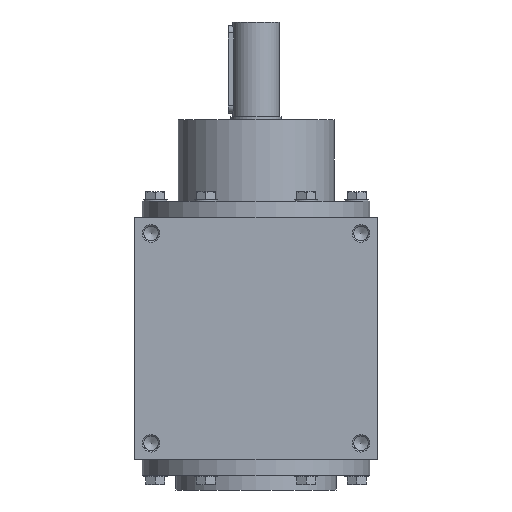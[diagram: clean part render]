
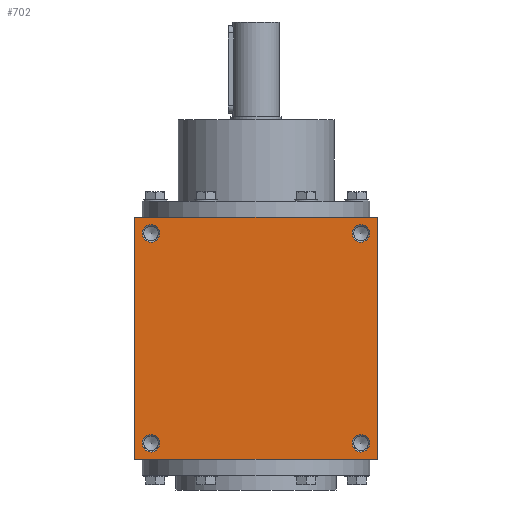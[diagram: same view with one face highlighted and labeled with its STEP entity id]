
A CAD part, left-side view. The second image highlights one B-rep face of the part: STEP entity #702.
In plain terms, the highlighted face is planar.
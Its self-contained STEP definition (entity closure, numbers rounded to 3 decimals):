
#702 = ADVANCED_FACE( '', ( #1400, #1401, #1402, #1403, #1404 ), #1405, .F. );
#1400 = FACE_BOUND( '', #2133, .T. );
#1401 = FACE_BOUND( '', #2134, .T. );
#1402 = FACE_BOUND( '', #2135, .T. );
#1403 = FACE_BOUND( '', #2136, .T. );
#1404 = FACE_OUTER_BOUND( '', #2137, .T. );
#1405 = PLANE( '', #2138 );
#2133 = EDGE_LOOP( '', ( #3316 ) );
#2134 = EDGE_LOOP( '', ( #3317 ) );
#2135 = EDGE_LOOP( '', ( #3318 ) );
#2136 = EDGE_LOOP( '', ( #3319 ) );
#2137 = EDGE_LOOP( '', ( #3320, #3321, #3322, #3323 ) );
#2138 = AXIS2_PLACEMENT_3D( '', #3324, #3325, #3326 );
#3316 = ORIENTED_EDGE( '', *, *, #4166, .F. );
#3317 = ORIENTED_EDGE( '', *, *, #3999, .T. );
#3318 = ORIENTED_EDGE( '', *, *, #4161, .F. );
#3319 = ORIENTED_EDGE( '', *, *, #3884, .T. );
#3320 = ORIENTED_EDGE( '', *, *, #4126, .F. );
#3321 = ORIENTED_EDGE( '', *, *, #4061, .F. );
#3322 = ORIENTED_EDGE( '', *, *, #4167, .F. );
#3323 = ORIENTED_EDGE( '', *, *, #4038, .F. );
#3324 = CARTESIAN_POINT( '', ( 0., 0., -83. ) );
#3325 = DIRECTION( '', ( 0., 0., 1. ) );
#3326 = DIRECTION( '', ( 1., 0., 0. ) );
#3884 = EDGE_CURVE( '', #4496, #4496, #4497, .T. );
#3999 = EDGE_CURVE( '', #4668, #4668, #4669, .T. );
#4038 = EDGE_CURVE( '', #4726, #4727, #4728, .T. );
#4061 = EDGE_CURVE( '', #4759, #4760, #4761, .T. );
#4126 = EDGE_CURVE( '', #4760, #4726, #4840, .T. );
#4161 = EDGE_CURVE( '', #4883, #4883, #4884, .T. );
#4166 = EDGE_CURVE( '', #4889, #4889, #4890, .T. );
#4167 = EDGE_CURVE( '', #4727, #4759, #4891, .T. );
#4496 = VERTEX_POINT( '', #5328 );
#4497 = CIRCLE( '', #5329, 6. );
#4668 = VERTEX_POINT( '', #5563 );
#4669 = CIRCLE( '', #5564, 6. );
#4726 = VERTEX_POINT( '', #5639 );
#4727 = VERTEX_POINT( '', #5640 );
#4728 = LINE( '', #5641, #5642 );
#4759 = VERTEX_POINT( '', #5685 );
#4760 = VERTEX_POINT( '', #5686 );
#4761 = LINE( '', #5687, #5688 );
#4840 = LINE( '', #5784, #5785 );
#4883 = VERTEX_POINT( '', #5836 );
#4884 = CIRCLE( '', #5837, 6. );
#4889 = VERTEX_POINT( '', #5843 );
#4890 = CIRCLE( '', #5844, 6. );
#4891 = LINE( '', #5845, #5846 );
#5328 = CARTESIAN_POINT( '', ( 78., -72., -83. ) );
#5329 = AXIS2_PLACEMENT_3D( '', #6229, #6230, #6231 );
#5563 = CARTESIAN_POINT( '', ( 78., 72., -83. ) );
#5564 = AXIS2_PLACEMENT_3D( '', #6410, #6411, #6412 );
#5639 = CARTESIAN_POINT( '', ( -83., -83., -83. ) );
#5640 = CARTESIAN_POINT( '', ( 83., -83., -83. ) );
#5641 = CARTESIAN_POINT( '', ( -83., -83., -83. ) );
#5642 = VECTOR( '', #6469, 1000. );
#5685 = CARTESIAN_POINT( '', ( 83., 83., -83. ) );
#5686 = CARTESIAN_POINT( '', ( -83., 83., -83. ) );
#5687 = CARTESIAN_POINT( '', ( 83., 83., -83. ) );
#5688 = VECTOR( '', #6508, 1000. );
#5784 = CARTESIAN_POINT( '', ( -83., 83., -83. ) );
#5785 = VECTOR( '', #6595, 1000. );
#5836 = CARTESIAN_POINT( '', ( -78., -72., -83. ) );
#5837 = AXIS2_PLACEMENT_3D( '', #6642, #6643, #6644 );
#5843 = CARTESIAN_POINT( '', ( -78., 72., -83. ) );
#5844 = AXIS2_PLACEMENT_3D( '', #6646, #6647, #6648 );
#5845 = CARTESIAN_POINT( '', ( 83., -83., -83. ) );
#5846 = VECTOR( '', #6649, 1000. );
#6229 = CARTESIAN_POINT( '', ( 72., -72., -83. ) );
#6230 = DIRECTION( '', ( 0., 0., 1. ) );
#6231 = DIRECTION( '', ( 1., 0., 0. ) );
#6410 = CARTESIAN_POINT( '', ( 72., 72., -83. ) );
#6411 = DIRECTION( '', ( 0., 0., 1. ) );
#6412 = DIRECTION( '', ( 1., 0., 0. ) );
#6469 = DIRECTION( '', ( 1., 0., 0. ) );
#6508 = DIRECTION( '', ( -1., 0., 0. ) );
#6595 = DIRECTION( '', ( 0., -1., 0. ) );
#6642 = CARTESIAN_POINT( '', ( -72., -72., -83. ) );
#6643 = DIRECTION( '', ( 0., 0., -1. ) );
#6644 = DIRECTION( '', ( -1., 0., 0. ) );
#6646 = CARTESIAN_POINT( '', ( -72., 72., -83. ) );
#6647 = DIRECTION( '', ( 0., 0., -1. ) );
#6648 = DIRECTION( '', ( -1., 0., 0. ) );
#6649 = DIRECTION( '', ( 0., 1., 0. ) );
